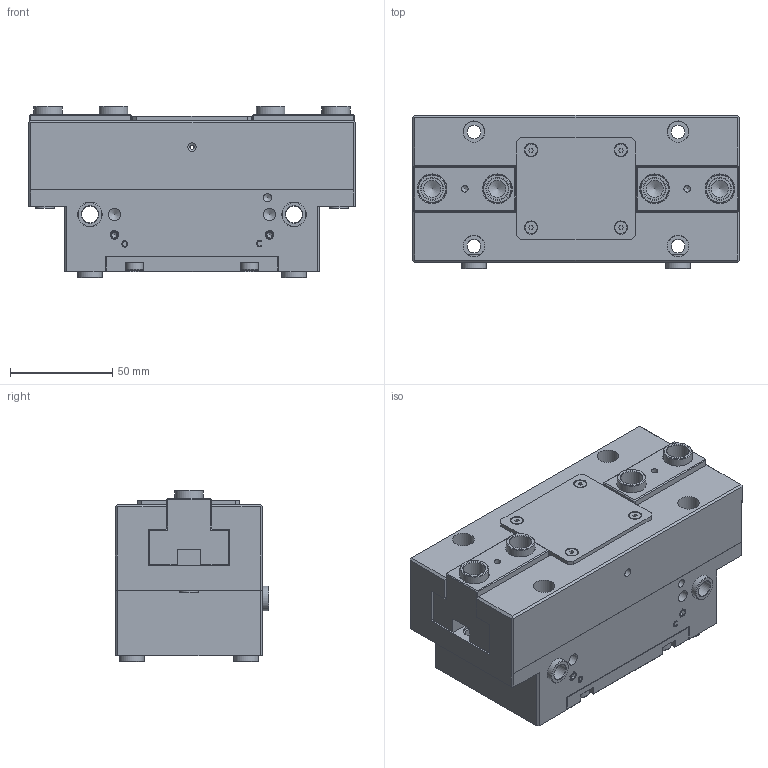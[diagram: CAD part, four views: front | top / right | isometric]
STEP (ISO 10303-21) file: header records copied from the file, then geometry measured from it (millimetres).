
FILE_DESCRIPTION(/* description */ ('ASSIEME CORSA 8 mm PER GRIFFA'),/* implementation_level */ '2;1');
FILE_NAME(/* name */ 'OPP-160 C1.stp',/* time_stamp */ '2020-08-24T08:21:06+02:00',/* author */ ('e.orio2'),/* organization */ (''),/* preprocessor_version */ 'ST-DEVELOPER v17',/* originating_system */ 'Autodesk Inventor 2019',/* authorisation */ '');
FILE_SCHEMA (('AUTOMOTIVE_DESIGN { 1 0 10303 214 3 1 1 }'));
Length unit declared in the file: millimetre
Products named in the file (12): OPP-160 C1; OPP160 CORPO-CLIENTE; PZP-160-GRIFFA-CLIENTE; PGP 160 - COPERCHIO; PGP 160 - FONDELLO-CLIENTE; DIN 7991 - M3x8; DIN 913 - M5 x 5; ISO 8734 - 4 x 10 - A; DIN 7984 - M5 x 10; BOCCOLA 12H7L6.9; BOCCOLA 14H7L8.9; BOCCOLA SENSORE M8
Assembly tree (30 placements, depth 2):
  OPP-160 C1
    OPP160 CORPO-CLIENTE
    PZP-160-GRIFFA-CLIENTE  x2
    PGP 160 - COPERCHIO
    PGP 160 - FONDELLO-CLIENTE
    DIN 913 - M5 x 5  x5
    DIN 7991 - M3x8  x4
    ISO 8734 - 4 x 10 - A  x2
    DIN 7984 - M5 x 10  x4
    BOCCOLA 12H7L6.9  x4
    BOCCOLA 14H7L8.9  x4
    BOCCOLA SENSORE M8  x2
Bounding box: 160 x 75 x 84 mm (x, y, z)
Volume: 719360.5 mm3; surface area: 148065.6 mm2
Topology: 30 solids, 30 shells, 812 faces, 2154 edges, 1438 vertices
Faces by surface type: plane 406, cylinder 174, cone 128, bspline 92, torus 12
Full cylindrical faces by diameter (mm): 2 x2, 2.459 x4, 3 x4, 3.242 x2, 3.3 x4, 4 x4, 4.134 x18, 4.2 x4, 5 x13, 5.4 x4, 6 x10, 6.647 x6, 8.2 x4, 8.376 x4, 8.5 x6, 8.566 x2, 9 x4, 9.1 x2, 10.5 x6, 10.6 x4, 12 x8, 14 x10
Entity records: 19745 total; most frequent: CARTESIAN_POINT 4891, ORIENTED_EDGE 3038, DIRECTION 2780, EDGE_CURVE 1519, VERTEX_POINT 1040, AXIS2_PLACEMENT_3D 964, LINE 852, VECTOR 852
